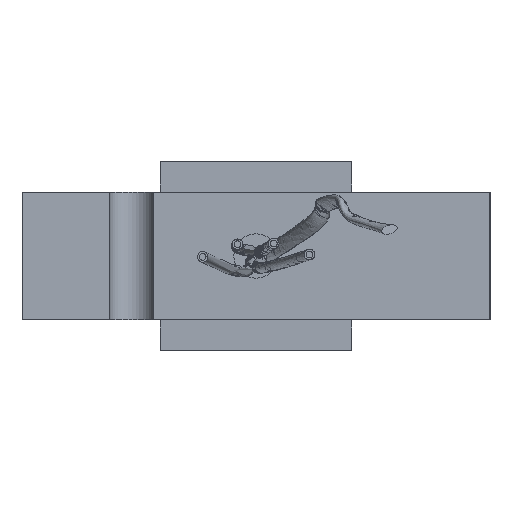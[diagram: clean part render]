
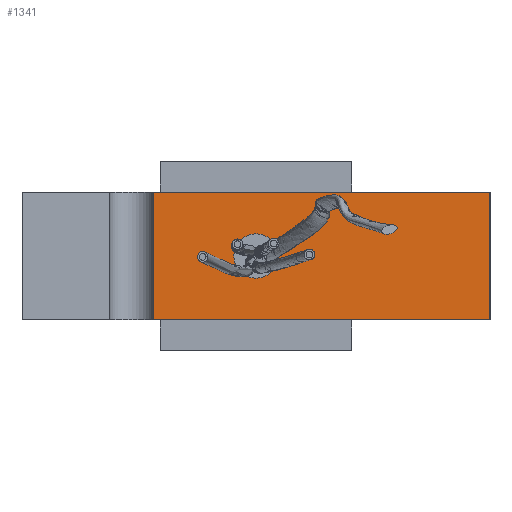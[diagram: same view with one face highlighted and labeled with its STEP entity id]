
A CAD part, left-side view. The second image highlights one B-rep face of the part: STEP entity #1341.
In plain terms, the highlighted planar face has unit normal (-1, 0, 0).
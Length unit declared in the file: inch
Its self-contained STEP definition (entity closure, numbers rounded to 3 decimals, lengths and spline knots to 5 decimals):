
#15 = CARTESIAN_POINT ( 'NONE',  ( -0.6875, 0.2998, -0.1875 ) ) ;
#59 = LINE ( 'NONE', #597, #754 ) ;
#89 = CARTESIAN_POINT ( 'NONE',  ( -0.6875, -0.6875, 0.1875 ) ) ;
#151 = DIRECTION ( 'NONE',  ( -1., 0., 0. ) ) ;
#173 = CARTESIAN_POINT ( 'NONE',  ( -0.6875, 0., -0.065 ) ) ;
#193 = CARTESIAN_POINT ( 'NONE',  ( -0.6875, 0.2998, 0.1875 ) ) ;
#220 = EDGE_CURVE ( 'NONE', #1042, #1042, #869, .T. ) ;
#238 = DIRECTION ( 'NONE',  ( 0., 0., -1. ) ) ;
#246 = VERTEX_POINT ( 'NONE', #193 ) ;
#324 = EDGE_CURVE ( 'NONE', #246, #1281, #475, .T. ) ;
#333 = DIRECTION ( 'NONE',  ( 0., 0., -1. ) ) ;
#338 = DIRECTION ( 'NONE',  ( 1., 0., 0. ) ) ;
#351 = ORIENTED_EDGE ( 'NONE', *, *, #1386, .F. ) ;
#381 = CARTESIAN_POINT ( 'NONE',  ( -0.6875, 0.6875, -0.1875 ) ) ;
#453 = ORIENTED_EDGE ( 'NONE', *, *, #220, .F. ) ;
#475 = LINE ( 'NONE', #867, #1425 ) ;
#477 = LINE ( 'NONE', #381, #1196 ) ;
#506 = EDGE_LOOP ( 'NONE', ( #713, #351, #1283, #1046 ) ) ;
#570 = FACE_BOUND ( 'NONE', #1599, .T. ) ;
#597 = CARTESIAN_POINT ( 'NONE',  ( -0.6875, 0.2998, -0.1875 ) ) ;
#615 = LINE ( 'NONE', #1582, #1389 ) ;
#713 = ORIENTED_EDGE ( 'NONE', *, *, #324, .F. ) ;
#749 = CARTESIAN_POINT ( 'NONE',  ( -0.6875, 0., 0. ) ) ;
#754 = VECTOR ( 'NONE', #1602, 39.37008 ) ;
#855 = VERTEX_POINT ( 'NONE', #1512 ) ;
#867 = CARTESIAN_POINT ( 'NONE',  ( -0.6875, 0.6875, 0.1875 ) ) ;
#869 = CIRCLE ( 'NONE', #1005, 0.065 ) ;
#876 = DIRECTION ( 'NONE',  ( 0., -1., 0. ) ) ;
#911 = EDGE_CURVE ( 'NONE', #947, #855, #477, .T. ) ;
#947 = VERTEX_POINT ( 'NONE', #15 ) ;
#1005 = AXIS2_PLACEMENT_3D ( 'NONE', #749, #151, #238 ) ;
#1042 = VERTEX_POINT ( 'NONE', #173 ) ;
#1044 = FACE_OUTER_BOUND ( 'NONE', #506, .T. ) ;
#1046 = ORIENTED_EDGE ( 'NONE', *, *, #1292, .F. ) ;
#1084 = PLANE ( 'NONE',  #1504 ) ;
#1196 = VECTOR ( 'NONE', #876, 39.37008 ) ;
#1216 = DIRECTION ( 'NONE',  ( 0., -1., 0. ) ) ;
#1225 = DIRECTION ( 'NONE',  ( 0., 0., -1. ) ) ;
#1281 = VERTEX_POINT ( 'NONE', #89 ) ;
#1283 = ORIENTED_EDGE ( 'NONE', *, *, #911, .T. ) ;
#1292 = EDGE_CURVE ( 'NONE', #1281, #855, #615, .T. ) ;
#1341 = ADVANCED_FACE ( 'NONE', ( #570, #1044 ), #1084, .F. ) ;
#1386 = EDGE_CURVE ( 'NONE', #947, #246, #59, .T. ) ;
#1389 = VECTOR ( 'NONE', #333, 39.37008 ) ;
#1425 = VECTOR ( 'NONE', #1216, 39.37008 ) ;
#1467 = CARTESIAN_POINT ( 'NONE',  ( -0.6875, 0.6875, 0.1875 ) ) ;
#1504 = AXIS2_PLACEMENT_3D ( 'NONE', #1467, #338, #1225 ) ;
#1512 = CARTESIAN_POINT ( 'NONE',  ( -0.6875, -0.6875, -0.1875 ) ) ;
#1582 = CARTESIAN_POINT ( 'NONE',  ( -0.6875, -0.6875, 0.1875 ) ) ;
#1599 = EDGE_LOOP ( 'NONE', ( #453 ) ) ;
#1602 = DIRECTION ( 'NONE',  ( 0., 0., 1. ) ) ;
